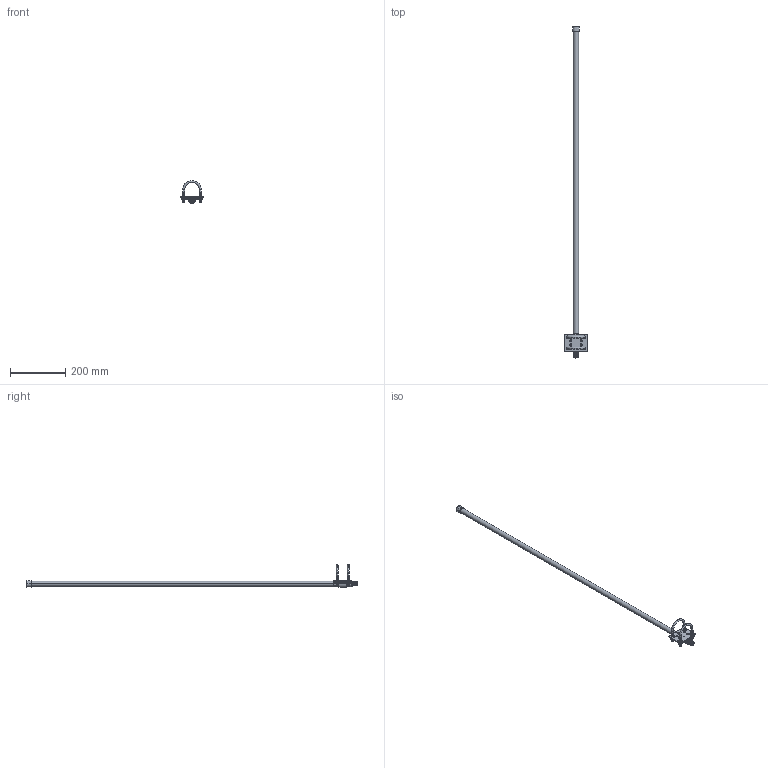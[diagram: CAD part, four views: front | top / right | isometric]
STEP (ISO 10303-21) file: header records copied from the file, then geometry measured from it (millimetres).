
FILE_DESCRIPTION (( 'STEP AP214' ), '1' );
FILE_NAME ('FM51OM1050_3D.STEP', '2022-02-24T18:42:47', ( '' ), ( '' ), 'SwSTEP 2.0', 'SolidWorks 2021', '' );
FILE_SCHEMA (( 'AUTOMOTIVE_DESIGN' ));
Length unit declared in the file: inch
Products named in the file (14): W24FG12A_063^W24FG12A-NF(2)_FM51OM1050; W24FG12A-NF(2)^FM51OM1050; JM_2400AT1_02^JM-2400AT1_ASM_W24FG12A-NF(2)_FM51OM1050; DIANPIAN_8^JM-2400AT1_ASM_W24FG12A-NF(2)_FM51OM1050; WNFG9E_06^W24FG12A-NF(2)_FM51OM1050; KM4X12^JM-2400AT1_ASM_W24FG12A-NF(2)_FM51OM1050; JM_2400AT1_03^JM-2400AT1_ASM_W24FG12A-NF(2)_FM51OM1050; W24FG12A_05^W24FG12A-NF(2)_FM51OM1050; FM51OM1050_3D; TANJIE_8^JM-2400AT1_ASM_W24FG12A-NF(2)_FM51OM1050; JM_2400AT1_01^JM-2400AT1_ASM_W24FG12A-NF(2)_FM51OM1050; W24FG12A_01^W24FG12A-NF(2)_FM51OM1050; JM-2400AT1_ASM^W24FG12A-NF(2)_FM51OM1050; LUOMU_M8^JM-2400AT1_ASM_W24FG12A-NF(2)_FM51OM1050
Assembly tree (26 placements, depth 4):
  FM51OM1050_3D
    W24FG12A-NF(2)^FM51OM1050
      JM-2400AT1_ASM^W24FG12A-NF(2)_FM51OM1050
        JM_2400AT1_02^JM-2400AT1_ASM_W24FG12A-NF(2)_FM51OM1050
        JM_2400AT1_01^JM-2400AT1_ASM_W24FG12A-NF(2)_FM51OM1050
        JM_2400AT1_03^JM-2400AT1_ASM_W24FG12A-NF(2)_FM51OM1050  x2
        KM4X12^JM-2400AT1_ASM_W24FG12A-NF(2)_FM51OM1050  x4
        DIANPIAN_8^JM-2400AT1_ASM_W24FG12A-NF(2)_FM51OM1050  x4
        TANJIE_8^JM-2400AT1_ASM_W24FG12A-NF(2)_FM51OM1050  x4
        LUOMU_M8^JM-2400AT1_ASM_W24FG12A-NF(2)_FM51OM1050  x4
      W24FG12A_01^W24FG12A-NF(2)_FM51OM1050
      W24FG12A_063^W24FG12A-NF(2)_FM51OM1050
      W24FG12A_05^W24FG12A-NF(2)_FM51OM1050
      WNFG9E_06^W24FG12A-NF(2)_FM51OM1050
Bounding box: 80 x 1200 x 82.5 mm (x, y, z)
Volume: 190810.9 mm3; surface area: 163389.8 mm2
Topology: 24 solids, 24 shells, 768 faces, 2157 edges, 1466 vertices
Faces by surface type: cylinder 252, plane 200, bspline 152, cone 131, torus 33
Entity records: 42779 total; most frequent: CARTESIAN_POINT 30875, ORIENTED_EDGE 2598, DIRECTION 1973, EDGE_CURVE 1299, VERTEX_POINT 872, AXIS2_PLACEMENT_3D 808, B_SPLINE_CURVE_WITH_KNOTS 560, EDGE_LOOP 541
